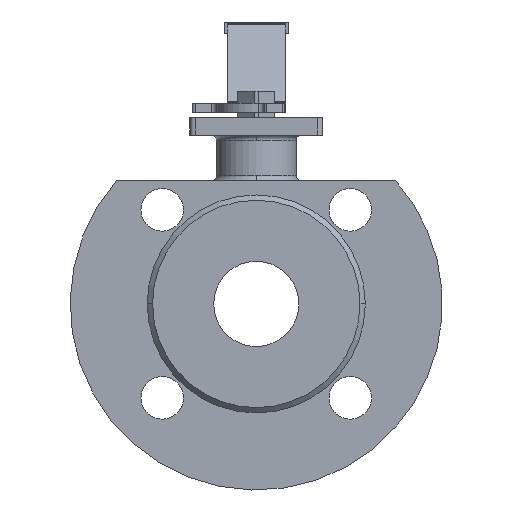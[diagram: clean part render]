
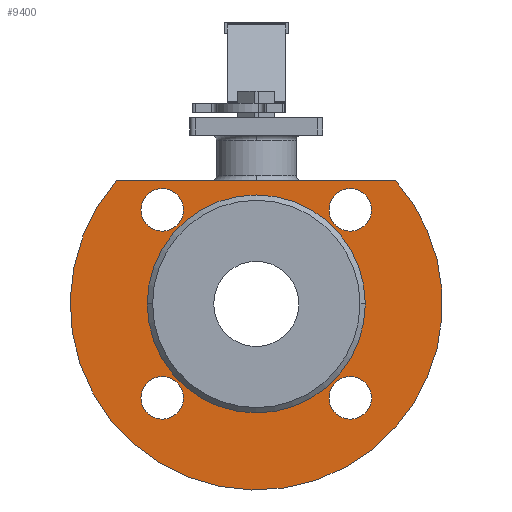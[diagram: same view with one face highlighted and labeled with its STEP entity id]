
A CAD part, left-side view. The second image highlights one B-rep face of the part: STEP entity #9400.
In plain terms, the highlighted planar face has unit normal (-1, 0, 0).
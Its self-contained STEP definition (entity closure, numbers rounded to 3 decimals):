
#62 = CARTESIAN_POINT ( 'NONE',  ( -24.5, 0., 0. ) ) ;
#214 = DIRECTION ( 'NONE',  ( 0., 0., -1. ) ) ;
#249 = VERTEX_POINT ( 'NONE', #7271 ) ;
#294 = AXIS2_PLACEMENT_3D ( 'NONE', #11034, #10082, #9063 ) ;
#336 = VERTEX_POINT ( 'NONE', #7211 ) ;
#365 = ORIENTED_EDGE ( 'NONE', *, *, #5623, .T. ) ;
#479 = DIRECTION ( 'NONE',  ( 0., 1., 0. ) ) ;
#553 = DIRECTION ( 'NONE',  ( 1., 0., 0. ) ) ;
#681 = CIRCLE ( 'NONE', #294, 8. ) ;
#1204 = EDGE_LOOP ( 'NONE', ( #2244, #365 ) ) ;
#1213 = EDGE_LOOP ( 'NONE', ( #10228, #9970 ) ) ;
#1351 = AXIS2_PLACEMENT_3D ( 'NONE', #11732, #7173, #8855 ) ;
#1427 = VERTEX_POINT ( 'NONE', #4905 ) ;
#1566 = AXIS2_PLACEMENT_3D ( 'NONE', #7770, #10464, #214 ) ;
#1647 = EDGE_LOOP ( 'NONE', ( #10606, #7986, #3988 ) ) ;
#1679 = CARTESIAN_POINT ( 'NONE',  ( -24.5, 35.355, -43.355 ) ) ;
#1757 = VERTEX_POINT ( 'NONE', #7356 ) ;
#1864 = ORIENTED_EDGE ( 'NONE', *, *, #5699, .T. ) ;
#1879 = AXIS2_PLACEMENT_3D ( 'NONE', #6401, #7413, #3757 ) ;
#1999 = AXIS2_PLACEMENT_3D ( 'NONE', #4237, #10654, #10709 ) ;
#2076 = AXIS2_PLACEMENT_3D ( 'NONE', #6082, #9733, #5466 ) ;
#2244 = ORIENTED_EDGE ( 'NONE', *, *, #2873, .T. ) ;
#2367 = LINE ( 'NONE', #11144, #4502 ) ;
#2391 = CARTESIAN_POINT ( 'NONE',  ( -24.5, 35.355, 35.355 ) ) ;
#2399 = CIRCLE ( 'NONE', #1999, 8. ) ;
#2652 = EDGE_CURVE ( 'NONE', #6093, #1427, #9223, .T. ) ;
#2795 = AXIS2_PLACEMENT_3D ( 'NONE', #62, #5573, #3718 ) ;
#2873 = EDGE_CURVE ( 'NONE', #4929, #336, #3672, .T. ) ;
#2940 = DIRECTION ( 'NONE',  ( 0., 1., 0. ) ) ;
#2990 = DIRECTION ( 'NONE',  ( 1., 0., 0. ) ) ;
#3250 = EDGE_CURVE ( 'NONE', #7392, #7305, #6732, .T. ) ;
#3474 = DIRECTION ( 'NONE',  ( 1., 0., 0. ) ) ;
#3612 = VERTEX_POINT ( 'NONE', #5229 ) ;
#3640 = AXIS2_PLACEMENT_3D ( 'NONE', #2391, #3474, #11737 ) ;
#3672 = CIRCLE ( 'NONE', #6546, 8. ) ;
#3718 = DIRECTION ( 'NONE',  ( 0., -0.75, -0.661 ) ) ;
#3757 = DIRECTION ( 'NONE',  ( 0., -0.75, -0.661 ) ) ;
#3850 = ORIENTED_EDGE ( 'NONE', *, *, #2652, .T. ) ;
#3911 = VERTEX_POINT ( 'NONE', #7520 ) ;
#3925 = ORIENTED_EDGE ( 'NONE', *, *, #7269, .T. ) ;
#3988 = ORIENTED_EDGE ( 'NONE', *, *, #9319, .T. ) ;
#4024 = EDGE_CURVE ( 'NONE', #7305, #7392, #681, .T. ) ;
#4137 = CIRCLE ( 'NONE', #5662, 41. ) ;
#4237 = CARTESIAN_POINT ( 'NONE',  ( -24.5, -35.355, 35.355 ) ) ;
#4491 = DIRECTION ( 'NONE',  ( 0., 0., -1. ) ) ;
#4502 = VECTOR ( 'NONE', #2940, 1000. ) ;
#4541 = EDGE_CURVE ( 'NONE', #3612, #249, #2399, .T. ) ;
#4694 = CIRCLE ( 'NONE', #2795, 70. ) ;
#4786 = CARTESIAN_POINT ( 'NONE',  ( -24.5, 35.355, -35.355 ) ) ;
#4905 = CARTESIAN_POINT ( 'NONE',  ( -24.5, 35.355, 43.355 ) ) ;
#4929 = VERTEX_POINT ( 'NONE', #1679 ) ;
#5144 = CIRCLE ( 'NONE', #1879, 70. ) ;
#5157 = FACE_BOUND ( 'NONE', #8884, .T. ) ;
#5166 = VERTEX_POINT ( 'NONE', #9354 ) ;
#5229 = CARTESIAN_POINT ( 'NONE',  ( -24.5, -35.355, 27.355 ) ) ;
#5466 = DIRECTION ( 'NONE',  ( 0., 1., 0. ) ) ;
#5573 = DIRECTION ( 'NONE',  ( -1., 0., 0. ) ) ;
#5592 = VERTEX_POINT ( 'NONE', #8153 ) ;
#5623 = EDGE_CURVE ( 'NONE', #336, #4929, #5745, .T. ) ;
#5646 = AXIS2_PLACEMENT_3D ( 'NONE', #5939, #8813, #479 ) ;
#5662 = AXIS2_PLACEMENT_3D ( 'NONE', #7072, #9827, #6176 ) ;
#5699 = EDGE_CURVE ( 'NONE', #1427, #6093, #8808, .T. ) ;
#5721 = CIRCLE ( 'NONE', #2076, 41. ) ;
#5745 = CIRCLE ( 'NONE', #6131, 8. ) ;
#5847 = EDGE_CURVE ( 'NONE', #5166, #6189, #5144, .T. ) ;
#5939 = CARTESIAN_POINT ( 'NONE',  ( -24.5, 0., -1.883 ) ) ;
#6001 = PLANE ( 'NONE',  #5646 ) ;
#6082 = CARTESIAN_POINT ( 'NONE',  ( -24.5, 0., 0. ) ) ;
#6093 = VERTEX_POINT ( 'NONE', #10043 ) ;
#6131 = AXIS2_PLACEMENT_3D ( 'NONE', #4786, #8501, #9647 ) ;
#6176 = DIRECTION ( 'NONE',  ( 0., 1., 0. ) ) ;
#6189 = VERTEX_POINT ( 'NONE', #8533 ) ;
#6263 = ORIENTED_EDGE ( 'NONE', *, *, #11521, .T. ) ;
#6401 = CARTESIAN_POINT ( 'NONE',  ( -24.5, 0., 0. ) ) ;
#6546 = AXIS2_PLACEMENT_3D ( 'NONE', #8497, #2990, #11439 ) ;
#6732 = CIRCLE ( 'NONE', #1566, 8. ) ;
#6801 = ORIENTED_EDGE ( 'NONE', *, *, #4541, .T. ) ;
#6834 = FACE_BOUND ( 'NONE', #1213, .T. ) ;
#6959 = FACE_BOUND ( 'NONE', #1204, .T. ) ;
#7072 = CARTESIAN_POINT ( 'NONE',  ( -24.5, 0., 0. ) ) ;
#7128 = AXIS2_PLACEMENT_3D ( 'NONE', #9666, #553, #4491 ) ;
#7152 = CARTESIAN_POINT ( 'NONE',  ( -24.5, -35.355, -27.355 ) ) ;
#7173 = DIRECTION ( 'NONE',  ( 1., 0., 0. ) ) ;
#7211 = CARTESIAN_POINT ( 'NONE',  ( -24.5, 35.355, -27.355 ) ) ;
#7269 = EDGE_CURVE ( 'NONE', #3911, #1757, #5721, .T. ) ;
#7271 = CARTESIAN_POINT ( 'NONE',  ( -24.5, -35.355, 43.355 ) ) ;
#7305 = VERTEX_POINT ( 'NONE', #7152 ) ;
#7356 = CARTESIAN_POINT ( 'NONE',  ( -24.5, -41., 0. ) ) ;
#7392 = VERTEX_POINT ( 'NONE', #7565 ) ;
#7413 = DIRECTION ( 'NONE',  ( -1., 0., 0. ) ) ;
#7520 = CARTESIAN_POINT ( 'NONE',  ( -24.5, 41., 0. ) ) ;
#7565 = CARTESIAN_POINT ( 'NONE',  ( -24.5, -35.355, -43.355 ) ) ;
#7729 = EDGE_LOOP ( 'NONE', ( #3850, #1864 ) ) ;
#7770 = CARTESIAN_POINT ( 'NONE',  ( -24.5, -35.355, -35.355 ) ) ;
#7920 = FACE_BOUND ( 'NONE', #8508, .T. ) ;
#7986 = ORIENTED_EDGE ( 'NONE', *, *, #5847, .T. ) ;
#8153 = CARTESIAN_POINT ( 'NONE',  ( -24.5, 52.501, 46.3 ) ) ;
#8497 = CARTESIAN_POINT ( 'NONE',  ( -24.5, 35.355, -35.355 ) ) ;
#8501 = DIRECTION ( 'NONE',  ( 1., 0., 0. ) ) ;
#8508 = EDGE_LOOP ( 'NONE', ( #6801, #9672 ) ) ;
#8533 = CARTESIAN_POINT ( 'NONE',  ( -24.5, -52.501, 46.3 ) ) ;
#8808 = CIRCLE ( 'NONE', #3640, 8. ) ;
#8813 = DIRECTION ( 'NONE',  ( 1., 0., 0. ) ) ;
#8855 = DIRECTION ( 'NONE',  ( 0., 0., -1. ) ) ;
#8884 = EDGE_LOOP ( 'NONE', ( #3925, #6263 ) ) ;
#9063 = DIRECTION ( 'NONE',  ( 0., 0., -1. ) ) ;
#9223 = CIRCLE ( 'NONE', #7128, 8. ) ;
#9319 = EDGE_CURVE ( 'NONE', #6189, #5592, #2367, .T. ) ;
#9354 = CARTESIAN_POINT ( 'NONE',  ( -24.5, -52.501, -46.3 ) ) ;
#9400 = ADVANCED_FACE ( 'NONE', ( #5157, #6959, #7920, #11390, #6834, #10489 ), #6001, .F. ) ;
#9647 = DIRECTION ( 'NONE',  ( 0., 0., -1. ) ) ;
#9666 = CARTESIAN_POINT ( 'NONE',  ( -24.5, 35.355, 35.355 ) ) ;
#9672 = ORIENTED_EDGE ( 'NONE', *, *, #9907, .T. ) ;
#9733 = DIRECTION ( 'NONE',  ( 1., 0., 0. ) ) ;
#9827 = DIRECTION ( 'NONE',  ( 1., 0., 0. ) ) ;
#9907 = EDGE_CURVE ( 'NONE', #249, #3612, #9963, .T. ) ;
#9963 = CIRCLE ( 'NONE', #1351, 8. ) ;
#9970 = ORIENTED_EDGE ( 'NONE', *, *, #4024, .T. ) ;
#10043 = CARTESIAN_POINT ( 'NONE',  ( -24.5, 35.355, 27.355 ) ) ;
#10082 = DIRECTION ( 'NONE',  ( 1., 0., 0. ) ) ;
#10228 = ORIENTED_EDGE ( 'NONE', *, *, #3250, .T. ) ;
#10464 = DIRECTION ( 'NONE',  ( 1., 0., 0. ) ) ;
#10489 = FACE_OUTER_BOUND ( 'NONE', #1647, .T. ) ;
#10606 = ORIENTED_EDGE ( 'NONE', *, *, #10760, .T. ) ;
#10654 = DIRECTION ( 'NONE',  ( 1., 0., 0. ) ) ;
#10709 = DIRECTION ( 'NONE',  ( 0., 0., -1. ) ) ;
#10760 = EDGE_CURVE ( 'NONE', #5592, #5166, #4694, .T. ) ;
#11034 = CARTESIAN_POINT ( 'NONE',  ( -24.5, -35.355, -35.355 ) ) ;
#11144 = CARTESIAN_POINT ( 'NONE',  ( -24.5, 52.501, 46.3 ) ) ;
#11390 = FACE_BOUND ( 'NONE', #7729, .T. ) ;
#11439 = DIRECTION ( 'NONE',  ( 0., 0., -1. ) ) ;
#11521 = EDGE_CURVE ( 'NONE', #1757, #3911, #4137, .T. ) ;
#11732 = CARTESIAN_POINT ( 'NONE',  ( -24.5, -35.355, 35.355 ) ) ;
#11737 = DIRECTION ( 'NONE',  ( 0., 0., -1. ) ) ;
